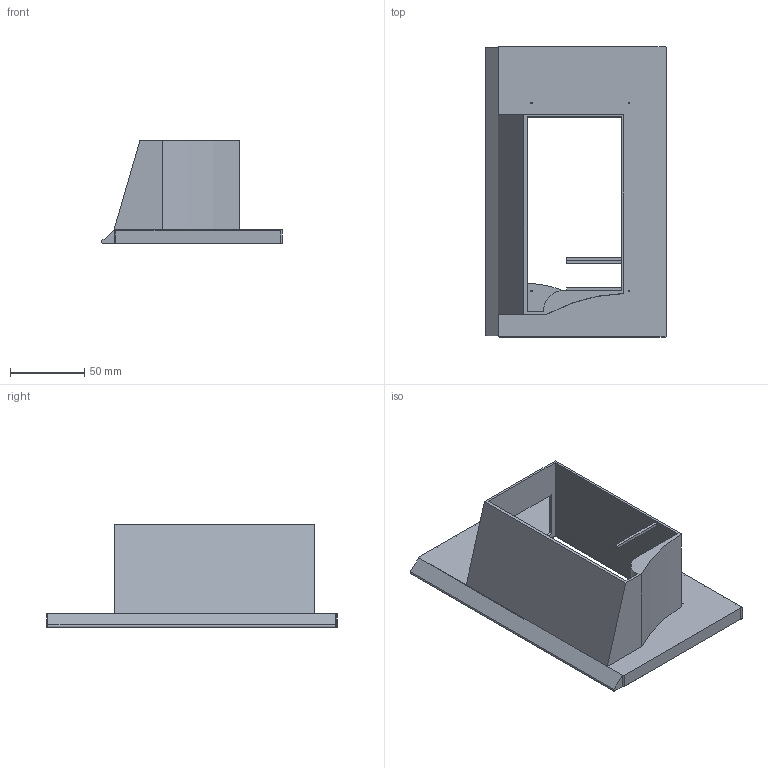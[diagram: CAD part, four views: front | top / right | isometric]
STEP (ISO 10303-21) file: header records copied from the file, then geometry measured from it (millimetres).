
FILE_DESCRIPTION(/* description */ (''),/* implementation_level */ '2;1');
FILE_NAME(/* name */ 'Case without Pi ad Screen v1.step',/* time_stamp */ '2021-12-09T20:25:22-08:00',/* author */ (''),/* organization */ (''),/* preprocessor_version */ 'ST-DEVELOPER v18.1',/* originating_system */ 'Autodesk Translation Framework v10.10.0.1391',/* authorisation */ '');
FILE_SCHEMA (('AUTOMOTIVE_DESIGN { 1 0 10303 214 3 1 1 }'));
Length unit declared in the file: millimetre
Products named in the file (2): ScreenPi; Screen section of case
Assembly tree (1 placements, depth 2):
  ScreenPi
    Screen section of case
Bounding box: 121.68 x 195.5 x 69.2 mm (x, y, z)
Volume: 145688.6 mm3; surface area: 92058.7 mm2
Topology: 2 solids, 2 shells, 74 faces, 199 edges, 131 vertices
Faces by surface type: plane 58, cylinder 16
Full cylindrical faces by diameter (mm): 1 x4
Entity records: 2379 total; most frequent: CARTESIAN_POINT 407, ORIENTED_EDGE 398, DIRECTION 385, EDGE_CURVE 199, LINE 167, VECTOR 167, VERTEX_POINT 131, AXIS2_PLACEMENT_3D 109
